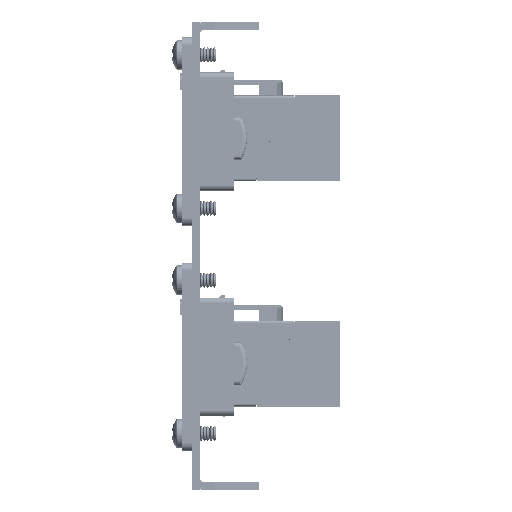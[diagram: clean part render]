
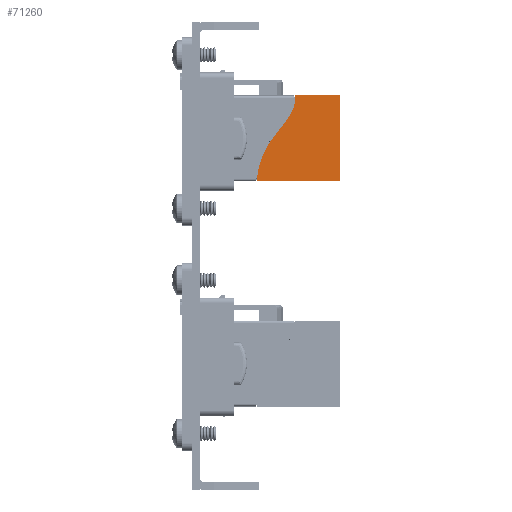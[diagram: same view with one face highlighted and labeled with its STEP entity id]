
A CAD part, left-side view. The second image highlights one B-rep face of the part: STEP entity #71260.
In plain terms, the highlighted planar face has unit normal (-1, 0, 0).
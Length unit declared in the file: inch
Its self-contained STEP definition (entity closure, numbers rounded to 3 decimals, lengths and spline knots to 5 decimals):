
#113 = VECTOR ( 'NONE', #82149, 39.37008 ) ;
#1098 = DIRECTION ( 'NONE',  ( 0., 0., 1. ) ) ;
#3280 = EDGE_CURVE ( 'NONE', #47600, #29151, #64182, .T. ) ;
#5834 = FACE_OUTER_BOUND ( 'NONE', #67771, .T. ) ;
#5934 = CARTESIAN_POINT ( 'NONE',  ( -0.2874, -0.25168, 0.30402 ) ) ;
#7709 = CARTESIAN_POINT ( 'NONE',  ( -0.2874, 0.58661, -0.3189 ) ) ;
#12310 = CARTESIAN_POINT ( 'NONE',  ( -0.2874, -0.25203, 0.27269 ) ) ;
#13032 = CARTESIAN_POINT ( 'NONE',  ( -0.2874, -0.58661, 0.3189 ) ) ;
#13310 = VECTOR ( 'NONE', #65885, 39.37008 ) ;
#14090 = DIRECTION ( 'NONE',  ( 0., 0., -1. ) ) ;
#14733 = ORIENTED_EDGE ( 'NONE', *, *, #39836, .F. ) ;
#18700 = CARTESIAN_POINT ( 'NONE',  ( -0.2874, -0.20132, 0.14988 ) ) ;
#24156 = AXIS2_PLACEMENT_3D ( 'NONE', #7709, #52317, #14090 ) ;
#25121 = CARTESIAN_POINT ( 'NONE',  ( -0.2874, -0.08552, 0.00727 ) ) ;
#29151 = VERTEX_POINT ( 'NONE', #72975 ) ;
#31578 = CARTESIAN_POINT ( 'NONE',  ( -0.2874, 0.0127, -0.172 ) ) ;
#36359 = ORIENTED_EDGE ( 'NONE', *, *, #45793, .T. ) ;
#38000 = CARTESIAN_POINT ( 'NONE',  ( -0.2874, 0.03166, -0.3189 ) ) ;
#38079 = VERTEX_POINT ( 'NONE', #13032 ) ;
#39836 = EDGE_CURVE ( 'NONE', #77753, #38079, #67894, .T. ) ;
#45692 = CARTESIAN_POINT ( 'NONE',  ( -0.2874, -0.58661, -0.3189 ) ) ;
#45793 = EDGE_CURVE ( 'NONE', #77753, #47600, #78717, .T. ) ;
#47600 = VERTEX_POINT ( 'NONE', #64470 ) ;
#50467 = CARTESIAN_POINT ( 'NONE',  ( -0.2874, 0.58661, 0.3189 ) ) ;
#50516 = ORIENTED_EDGE ( 'NONE', *, *, #3280, .T. ) ;
#50535 = CARTESIAN_POINT ( 'NONE',  ( -0.2874, -0.24965, 0.3189 ) ) ;
#51171 = ORIENTED_EDGE ( 'NONE', *, *, #70989, .T. ) ;
#52317 = DIRECTION ( 'NONE',  ( 1., 0., 0. ) ) ;
#53115 = CARTESIAN_POINT ( 'NONE',  ( -0.2874, 0.58661, -0.3189 ) ) ;
#53582 = CARTESIAN_POINT ( 'NONE',  ( -0.2874, -0.24965, 0.3189 ) ) ;
#56927 = CARTESIAN_POINT ( 'NONE',  ( -0.2874, -0.23859, 0.21579 ) ) ;
#57317 = PLANE ( 'NONE',  #24156 ) ;
#63314 = CARTESIAN_POINT ( 'NONE',  ( -0.2874, -0.14183, 0.07751 ) ) ;
#64182 = LINE ( 'NONE', #53115, #13310 ) ;
#64470 = CARTESIAN_POINT ( 'NONE',  ( -0.2874, 0.03166, -0.3189 ) ) ;
#65885 = DIRECTION ( 'NONE',  ( 0., -1., 0. ) ) ;
#66660 = VECTOR ( 'NONE', #1098, 39.37008 ) ;
#67771 = EDGE_LOOP ( 'NONE', ( #36359, #50516, #51171, #14733 ) ) ;
#67894 = LINE ( 'NONE', #50467, #113 ) ;
#69693 = CARTESIAN_POINT ( 'NONE',  ( -0.2874, -0.03679, -0.06523 ) ) ;
#70989 = EDGE_CURVE ( 'NONE', #29151, #38079, #81590, .T. ) ;
#71260 = ADVANCED_FACE ( 'NONE', ( #5834 ), #57317, .F. ) ;
#72975 = CARTESIAN_POINT ( 'NONE',  ( -0.2874, -0.58661, -0.3189 ) ) ;
#76099 = CARTESIAN_POINT ( 'NONE',  ( -0.2874, 0.03022, -0.26034 ) ) ;
#77753 = VERTEX_POINT ( 'NONE', #53582 ) ;
#78717 = B_SPLINE_CURVE_WITH_KNOTS ( 'NONE', 3,
 ( #50535, #5934, #12310, #56927, #18700, #63314, #25121, #69693, #31578, #76099, #38000 ),
 .UNSPECIFIED., .F., .F.,
 ( 4, 1, 1, 1, 1, 1, 1, 1, 4 ),
 ( 0.00179, 0.0625, 0.125, 0.25, 0.375, 0.5, 0.625, 0.75, 0.99898 ),
 .UNSPECIFIED. ) ;
#81590 = LINE ( 'NONE', #45692, #66660 ) ;
#82149 = DIRECTION ( 'NONE',  ( 0., -1., 0. ) ) ;
